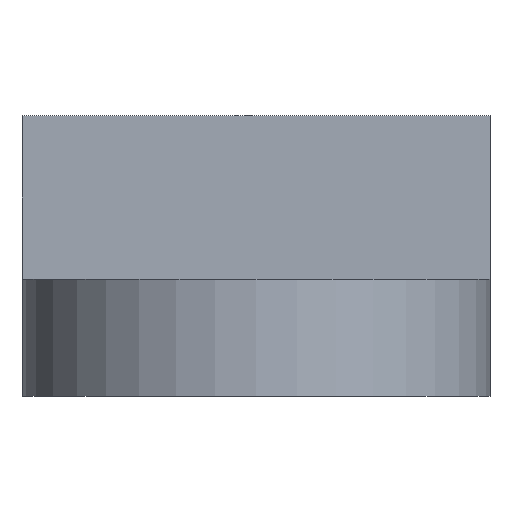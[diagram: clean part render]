
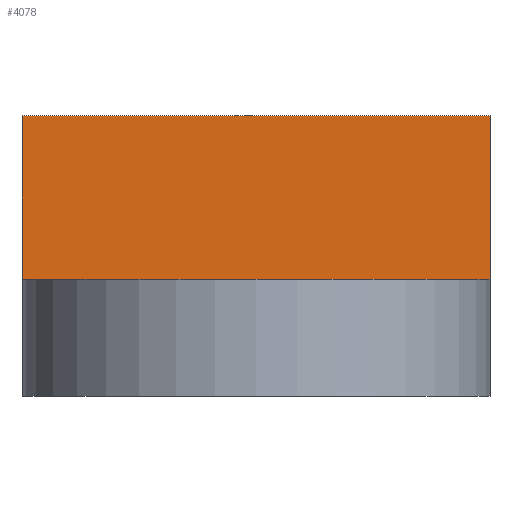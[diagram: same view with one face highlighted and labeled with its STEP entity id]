
A CAD part, front view. The second image highlights one B-rep face of the part: STEP entity #4078.
In plain terms, the highlighted planar face has unit normal (0, -1, 0).
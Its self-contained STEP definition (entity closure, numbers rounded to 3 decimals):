
#22 = VERTEX_POINT('',#23);
#23 = CARTESIAN_POINT('',(-5.,-30.,6.));
#31 = B_SPLINE_SURFACE_WITH_KNOTS('',1,1,(
    (#32,#33)
    ,(#34,#35)),.UNSPECIFIED.,.F.,.F.,.F.,(2,2),(2,2),(0.,1.),(0.,1.),
  .PIECEWISE_BEZIER_KNOTS.);
#32 = CARTESIAN_POINT('',(-5.,-30.421,6.));
#33 = CARTESIAN_POINT('',(-5.,-29.579,6.));
#34 = CARTESIAN_POINT('',(5.,-30.421,6.));
#35 = CARTESIAN_POINT('',(5.,-29.579,6.));
#43 = PLANE('',#44);
#44 = AXIS2_PLACEMENT_3D('',#45,#46,#47);
#45 = CARTESIAN_POINT('',(-5.,-0.049,3.686));
#46 = DIRECTION('',(1.,0.,0.));
#47 = DIRECTION('',(0.,1.,0.));
#54 = EDGE_CURVE('',#55,#22,#57,.T.);
#55 = VERTEX_POINT('',#56);
#56 = CARTESIAN_POINT('',(5.,-30.,6.));
#57 = SURFACE_CURVE('',#58,(#61,#67),.PCURVE_S1.);
#58 = B_SPLINE_CURVE_WITH_KNOTS('',1,(#59,#60),.UNSPECIFIED.,.F.,.F.,(2,
    2),(0.,1.),.PIECEWISE_BEZIER_KNOTS.);
#59 = CARTESIAN_POINT('',(5.,-30.,6.));
#60 = CARTESIAN_POINT('',(-5.,-30.,6.));
#61 = PCURVE('',#31,#62);
#62 = DEFINITIONAL_REPRESENTATION('',(#63),#66);
#63 = B_SPLINE_CURVE_WITH_KNOTS('',1,(#64,#65),.UNSPECIFIED.,.F.,.F.,(2,
    2),(0.,1.),.PIECEWISE_BEZIER_KNOTS.);
#64 = CARTESIAN_POINT('',(1.,0.5));
#65 = CARTESIAN_POINT('',(0.,0.5));
#66 = ( GEOMETRIC_REPRESENTATION_CONTEXT(2) 
PARAMETRIC_REPRESENTATION_CONTEXT() REPRESENTATION_CONTEXT('2D SPACE',''
  ) );
#67 = PCURVE('',#68,#73);
#68 = PLANE('',#69);
#69 = AXIS2_PLACEMENT_3D('',#70,#71,#72);
#70 = CARTESIAN_POINT('',(0.,-30.,3.625));
#71 = DIRECTION('',(0.,1.,0.));
#72 = DIRECTION('',(1.,0.,0.));
#73 = DEFINITIONAL_REPRESENTATION('',(#74),#77);
#74 = B_SPLINE_CURVE_WITH_KNOTS('',1,(#75,#76),.UNSPECIFIED.,.F.,.F.,(2,
    2),(0.,1.),.PIECEWISE_BEZIER_KNOTS.);
#75 = CARTESIAN_POINT('',(5.,-2.375));
#76 = CARTESIAN_POINT('',(-5.,-2.375));
#77 = ( GEOMETRIC_REPRESENTATION_CONTEXT(2) 
PARAMETRIC_REPRESENTATION_CONTEXT() REPRESENTATION_CONTEXT('2D SPACE',''
  ) );
#94 = PLANE('',#95);
#95 = AXIS2_PLACEMENT_3D('',#96,#97,#98);
#96 = CARTESIAN_POINT('',(5.,-0.049,3.686));
#97 = DIRECTION('',(-1.,0.,0.));
#98 = DIRECTION('',(0.,-1.,0.));
#134 = EDGE_CURVE('',#22,#135,#137,.T.);
#135 = VERTEX_POINT('',#136);
#136 = CARTESIAN_POINT('',(-5.,-30.,2.5));
#137 = SURFACE_CURVE('',#138,(#142,#149),.PCURVE_S1.);
#138 = LINE('',#139,#140);
#139 = CARTESIAN_POINT('',(-5.,-30.,6.));
#140 = VECTOR('',#141,1.);
#141 = DIRECTION('',(0.,0.,-1.));
#142 = PCURVE('',#43,#143);
#143 = DEFINITIONAL_REPRESENTATION('',(#144),#148);
#144 = LINE('',#145,#146);
#145 = CARTESIAN_POINT('',(-29.951,2.314));
#146 = VECTOR('',#147,1.);
#147 = DIRECTION('',(0.,-1.));
#148 = ( GEOMETRIC_REPRESENTATION_CONTEXT(2) 
PARAMETRIC_REPRESENTATION_CONTEXT() REPRESENTATION_CONTEXT('2D SPACE',''
  ) );
#149 = PCURVE('',#68,#150);
#150 = DEFINITIONAL_REPRESENTATION('',(#151),#155);
#151 = LINE('',#152,#153);
#152 = CARTESIAN_POINT('',(-5.,-2.375));
#153 = VECTOR('',#154,1.);
#154 = DIRECTION('',(0.,1.));
#155 = ( GEOMETRIC_REPRESENTATION_CONTEXT(2) 
PARAMETRIC_REPRESENTATION_CONTEXT() REPRESENTATION_CONTEXT('2D SPACE',''
  ) );
#173 = PLANE('',#174);
#174 = AXIS2_PLACEMENT_3D('',#175,#176,#177);
#175 = CARTESIAN_POINT('',(0.,0.,2.5));
#176 = DIRECTION('',(0.,0.,1.));
#177 = DIRECTION('',(0.,1.,0.));
#3238 = VERTEX_POINT('',#3239);
#3239 = CARTESIAN_POINT('',(5.,-30.,2.5));
#3260 = EDGE_CURVE('',#3238,#55,#3261,.T.);
#3261 = SURFACE_CURVE('',#3262,(#3266,#3273),.PCURVE_S1.);
#3262 = LINE('',#3263,#3264);
#3263 = CARTESIAN_POINT('',(5.,-30.,1.25));
#3264 = VECTOR('',#3265,1.);
#3265 = DIRECTION('',(0.,0.,1.));
#3266 = PCURVE('',#94,#3267);
#3267 = DEFINITIONAL_REPRESENTATION('',(#3268),#3272);
#3268 = LINE('',#3269,#3270);
#3269 = CARTESIAN_POINT('',(29.951,-2.436));
#3270 = VECTOR('',#3271,1.);
#3271 = DIRECTION('',(0.,1.));
#3272 = ( GEOMETRIC_REPRESENTATION_CONTEXT(2) 
PARAMETRIC_REPRESENTATION_CONTEXT() REPRESENTATION_CONTEXT('2D SPACE',''
  ) );
#3273 = PCURVE('',#68,#3274);
#3274 = DEFINITIONAL_REPRESENTATION('',(#3275),#3279);
#3275 = LINE('',#3276,#3277);
#3276 = CARTESIAN_POINT('',(5.,2.375));
#3277 = VECTOR('',#3278,1.);
#3278 = DIRECTION('',(0.,-1.));
#3279 = ( GEOMETRIC_REPRESENTATION_CONTEXT(2) 
PARAMETRIC_REPRESENTATION_CONTEXT() REPRESENTATION_CONTEXT('2D SPACE',''
  ) );
#4078 = ADVANCED_FACE('',(#4079),#68,.F.);
#4079 = FACE_BOUND('',#4080,.F.);
#4080 = EDGE_LOOP('',(#4081,#4082,#4083,#4102));
#4081 = ORIENTED_EDGE('',*,*,#54,.F.);
#4082 = ORIENTED_EDGE('',*,*,#3260,.F.);
#4083 = ORIENTED_EDGE('',*,*,#4084,.F.);
#4084 = EDGE_CURVE('',#135,#3238,#4085,.T.);
#4085 = SURFACE_CURVE('',#4086,(#4090,#4096),.PCURVE_S1.);
#4086 = LINE('',#4087,#4088);
#4087 = CARTESIAN_POINT('',(0.,-30.,2.5));
#4088 = VECTOR('',#4089,1.);
#4089 = DIRECTION('',(1.,0.,0.));
#4090 = PCURVE('',#68,#4091);
#4091 = DEFINITIONAL_REPRESENTATION('',(#4092),#4095);
#4092 = B_SPLINE_CURVE_WITH_KNOTS('',1,(#4093,#4094),.UNSPECIFIED.,.F.,
  .F.,(2,2),(-5.,5.),.PIECEWISE_BEZIER_KNOTS.);
#4093 = CARTESIAN_POINT('',(-5.,1.125));
#4094 = CARTESIAN_POINT('',(5.,1.125));
#4095 = ( GEOMETRIC_REPRESENTATION_CONTEXT(2) 
PARAMETRIC_REPRESENTATION_CONTEXT() REPRESENTATION_CONTEXT('2D SPACE',''
  ) );
#4096 = PCURVE('',#173,#4097);
#4097 = DEFINITIONAL_REPRESENTATION('',(#4098),#4101);
#4098 = B_SPLINE_CURVE_WITH_KNOTS('',1,(#4099,#4100),.UNSPECIFIED.,.F.,
  .F.,(2,2),(-5.,5.),.PIECEWISE_BEZIER_KNOTS.);
#4099 = CARTESIAN_POINT('',(-30.,5.));
#4100 = CARTESIAN_POINT('',(-30.,-5.));
#4101 = ( GEOMETRIC_REPRESENTATION_CONTEXT(2) 
PARAMETRIC_REPRESENTATION_CONTEXT() REPRESENTATION_CONTEXT('2D SPACE',''
  ) );
#4102 = ORIENTED_EDGE('',*,*,#134,.F.);
